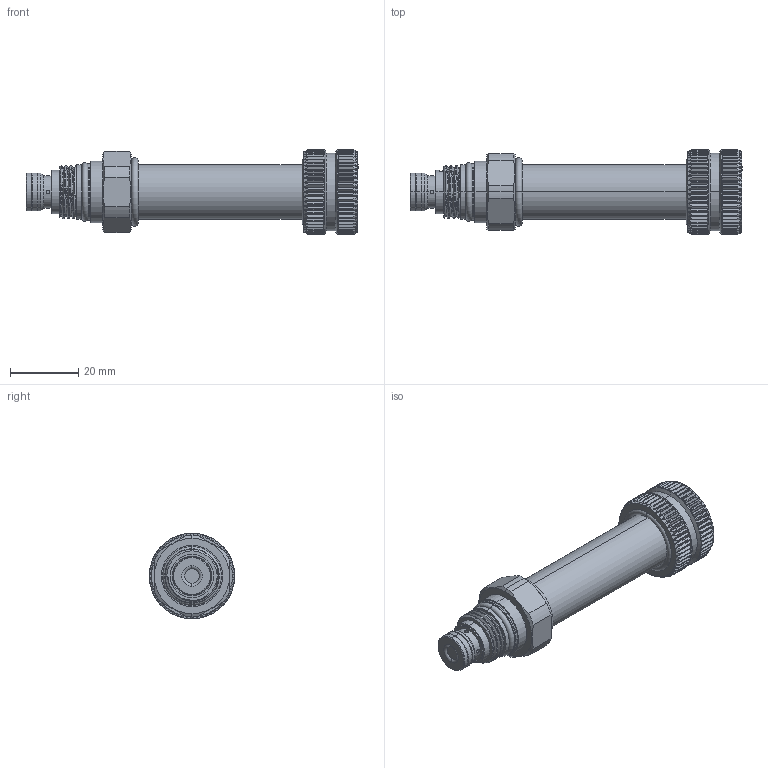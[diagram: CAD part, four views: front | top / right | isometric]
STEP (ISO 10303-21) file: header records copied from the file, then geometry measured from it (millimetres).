
FILE_DESCRIPTION (( 'STEP AP203' ), '1' );
FILE_NAME ('PRB8A2C-N.STEP', '2024-01-30T02:21:01', ( '' ), ( '' ), 'SwSTEP 2.0', 'SolidWorks 2018', '' );
FILE_SCHEMA (( 'CONFIG_CONTROL_DESIGN' ));
Length unit declared in the file: millimetre
Products named in the file (1): PRB8A2C-N
Bounding box: 97.1 x 25 x 25 mm (x, y, z)
Volume: 24428.9 mm3; surface area: 7899 mm2
Topology: 1 solids, 1 shells, 1006 faces, 2661 edges, 1684 vertices
Faces by surface type: plane 423, cylinder 401, cone 143, torus 25, bspline 14
Entity records: 35855 total; most frequent: CARTESIAN_POINT 11759, ORIENTED_EDGE 5322, DIRECTION 4737, EDGE_CURVE 2661, AXIS2_PLACEMENT_3D 1840, VERTEX_POINT 1684, VECTOR 1057, LINE 1057
